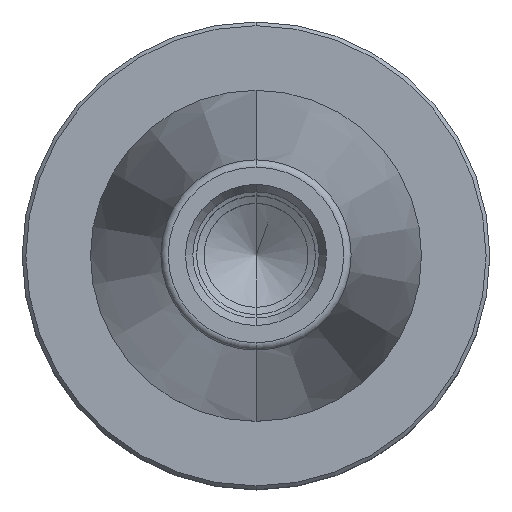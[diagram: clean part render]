
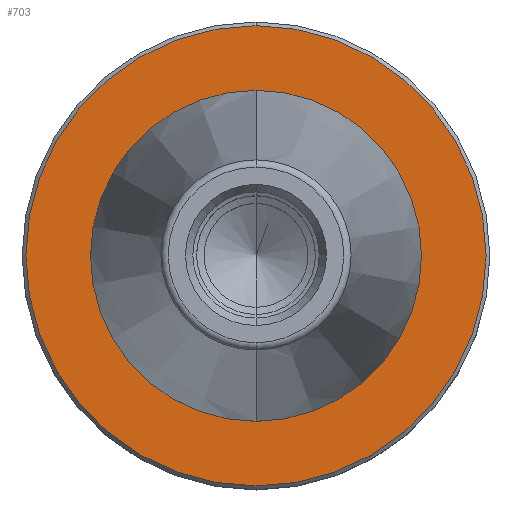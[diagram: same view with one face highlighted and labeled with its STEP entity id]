
A CAD part, top view. The second image highlights one B-rep face of the part: STEP entity #703.
In plain terms, the highlighted planar face has unit normal (0, 0, 1).
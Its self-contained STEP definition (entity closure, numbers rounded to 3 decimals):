
#305=VERTEX_POINT('',#847);
#337=EDGE_CURVE('',#461,#305,#880,.T.);
#461=VERTEX_POINT('',#1021);
#549=EDGE_CURVE('',#627,#629,#1125,.T.);
#627=VERTEX_POINT('',#1213);
#629=VERTEX_POINT('',#1215);
#649=EDGE_CURVE('',#629,#627,#1237,.T.);
#703=ADVANCED_FACE('',(#1297,#1298),#1299,.T.);
#705=EDGE_CURVE('',#305,#461,#1301,.T.);
#847=CARTESIAN_POINT('',(0.,-22.298,-2.0));
#880=CIRCLE('',#1502,22.298);
#1021=CARTESIAN_POINT('',(0.0,22.298,-2.0));
#1125=CIRCLE('',#1810,31.0);
#1213=CARTESIAN_POINT('',(0.0,31.0,-2.0));
#1215=CARTESIAN_POINT('',(0.,-31.0,-2.0));
#1237=CIRCLE('',#1960,31.0);
#1297=FACE_OUTER_BOUND('',#2031,.T.);
#1298=FACE_BOUND('',#2032,.T.);
#1299=PLANE('',#2033);
#1301=CIRCLE('',#2036,22.298);
#1502=AXIS2_PLACEMENT_3D('',#2256,#2257,#2258);
#1810=AXIS2_PLACEMENT_3D('',#2607,#2608,#2609);
#1960=AXIS2_PLACEMENT_3D('',#2749,#2750,#2751);
#2031=EDGE_LOOP('',(#2815,#2816));
#2032=EDGE_LOOP('',(#2817,#2818));
#2033=AXIS2_PLACEMENT_3D('',#2819,#2820,#2821);
#2036=AXIS2_PLACEMENT_3D('',#2822,#2823,#2824);
#2256=CARTESIAN_POINT('',(0.0,0.0,-2.0));
#2257=DIRECTION('',(0.0,0.0,-1.0));
#2258=DIRECTION('',(0.0,1.0,0.0));
#2607=CARTESIAN_POINT('',(0.0,0.0,-2.0));
#2608=DIRECTION('',(0.0,0.0,-1.0));
#2609=DIRECTION('',(0.0,1.0,0.0));
#2749=CARTESIAN_POINT('',(0.0,0.0,-2.0));
#2750=DIRECTION('',(0.0,0.0,-1.0));
#2751=DIRECTION('',(0.0,1.0,0.0));
#2815=ORIENTED_EDGE('',*,*,#549,.F.);
#2816=ORIENTED_EDGE('',*,*,#649,.F.);
#2817=ORIENTED_EDGE('',*,*,#337,.T.);
#2818=ORIENTED_EDGE('',*,*,#705,.T.);
#2819=CARTESIAN_POINT('',(0.0,26.649,-2.0));
#2820=DIRECTION('',(-0.0,0.0,1.0));
#2821=DIRECTION('',(0.0,-1.0,0.0));
#2822=CARTESIAN_POINT('',(0.0,0.0,-2.0));
#2823=DIRECTION('',(0.0,0.0,-1.0));
#2824=DIRECTION('',(0.0,1.0,0.0));
